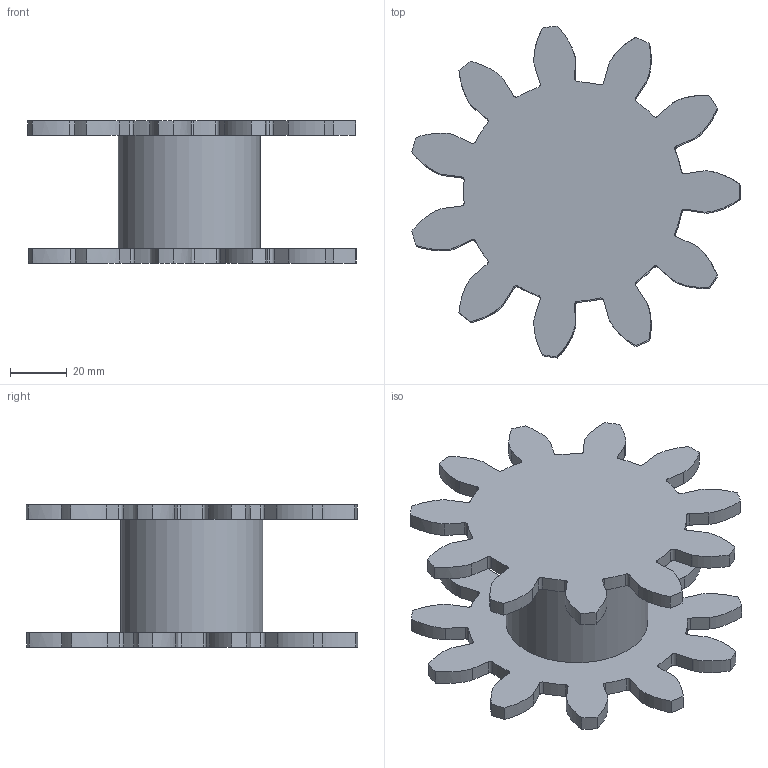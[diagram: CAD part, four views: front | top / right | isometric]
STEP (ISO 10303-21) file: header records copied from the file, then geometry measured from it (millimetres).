
FILE_DESCRIPTION(/* description */ (''),/* implementation_level */ '2;1');
FILE_NAME(/* name */ 'Gear v3.step',/* time_stamp */ '2023-10-13T19:18:05+05:30',/* author */ (''),/* organization */ (''),/* preprocessor_version */ 'ST-DEVELOPER v20',/* originating_system */ 'Autodesk Translation Framework v12.14.0.127',/* authorisation */ '');
FILE_SCHEMA (('AUTOMOTIVE_DESIGN { 1 0 10303 214 3 1 1 }'));
Length unit declared in the file: millimetre
Products named in the file (3): Gear; Spur Gear (11 teeth); Component4
Assembly tree (3 placements, depth 2):
  Gear
    Spur Gear (11 teeth)  x2
    Component4
Bounding box: 115.51 x 116.74 x 50 mm (x, y, z)
Volume: 152033.2 mm3; surface area: 45912.9 mm2
Topology: 3 solids, 3 shells, 183 faces, 531 edges, 354 vertices
Faces by surface type: cylinder 89, plane 50, bspline 44
Full cylindrical faces by diameter (mm): 50 x1
Entity records: 9478 total; most frequent: CARTESIAN_POINT 7078, ORIENTED_EDGE 534, DIRECTION 467, EDGE_CURVE 267, VERTEX_POINT 178, AXIS2_PLACEMENT_3D 167, LINE 133, VECTOR 133
